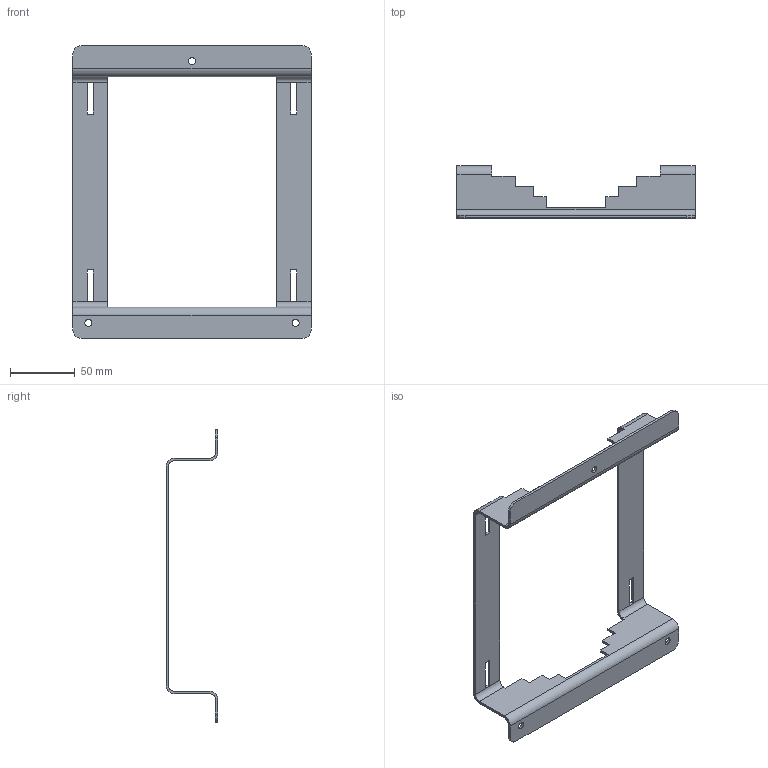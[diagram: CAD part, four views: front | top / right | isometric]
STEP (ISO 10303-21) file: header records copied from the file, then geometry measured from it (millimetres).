
FILE_DESCRIPTION (( 'STEP AP203' ), '1' );
FILE_NAME ('HGX-PMT17.STEP', '2011-03-01T16:01:04', ( 'x' ), ( 'Microsoft' ), 'SwSTEP 2.0', 'SolidWorks 2010', '' );
FILE_SCHEMA (( 'CONFIG_CONTROL_DESIGN' ));
Length unit declared in the file: inch
Products named in the file (1): HGX-PMT17
Bounding box: 184 x 40.08 x 226.01 mm (x, y, z)
Volume: 50420.1 mm3; surface area: 54727.2 mm2
Topology: 1 solids, 1 shells, 82 faces, 254 edges, 164 vertices
Faces by surface type: plane 60, cylinder 22
Entity records: 2905 total; most frequent: ORIENTED_EDGE 508, CARTESIAN_POINT 501, DIRECTION 464, EDGE_CURVE 254, VECTOR 210, LINE 210, VERTEX_POINT 164, AXIS2_PLACEMENT_3D 127
